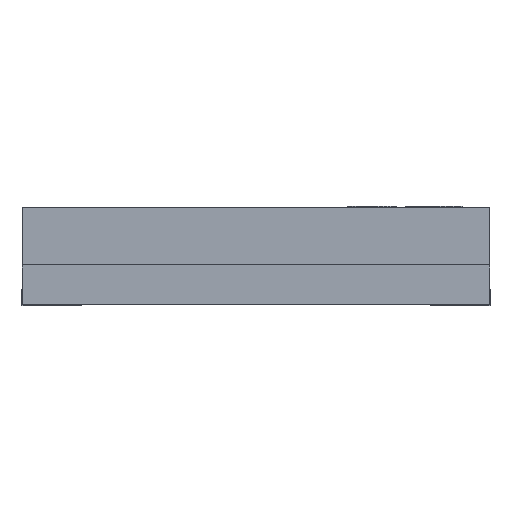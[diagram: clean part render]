
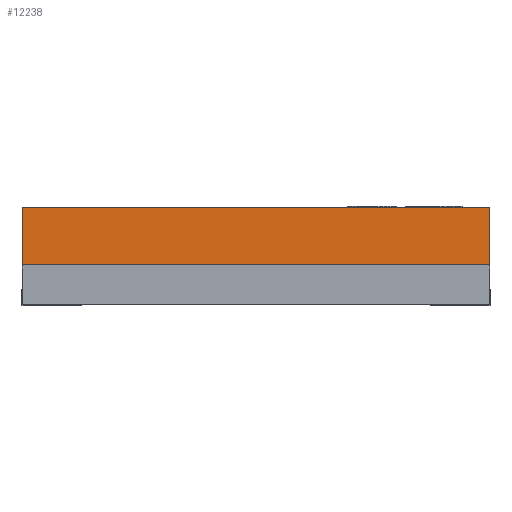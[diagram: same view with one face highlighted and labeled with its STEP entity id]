
A CAD part, front view. The second image highlights one B-rep face of the part: STEP entity #12238.
In plain terms, the highlighted planar face has unit normal (0, -1, 0).
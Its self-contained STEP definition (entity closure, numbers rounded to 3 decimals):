
#130 = CARTESIAN_POINT ( 'NONE',  ( -2.35, -2.6, 0.58 ) ) ;
#419 = DIRECTION ( 'NONE',  ( 1., 0., 0. ) ) ;
#450 = VECTOR ( 'NONE', #4641, 1000. ) ;
#1438 = LINE ( 'NONE', #11333, #17021 ) ;
#1722 = DIRECTION ( 'NONE',  ( 0., 1., 0. ) ) ;
#2391 = DIRECTION ( 'NONE',  ( 1., 0., 0. ) ) ;
#4091 = ORIENTED_EDGE ( 'NONE', *, *, #5328, .F. ) ;
#4641 = DIRECTION ( 'NONE',  ( 0., 0., -1. ) ) ;
#5243 = PLANE ( 'NONE',  #13083 ) ;
#5328 = EDGE_CURVE ( 'NONE', #16928, #11114, #7391, .T. ) ;
#5440 = CARTESIAN_POINT ( 'NONE',  ( -2.35, -2.6, 0. ) ) ;
#6028 = CARTESIAN_POINT ( 'NONE',  ( -2.35, -2.6, 0.58 ) ) ;
#6354 = FACE_OUTER_BOUND ( 'NONE', #8443, .T. ) ;
#7391 = LINE ( 'NONE', #15482, #450 ) ;
#7392 = CARTESIAN_POINT ( 'NONE',  ( -2.35, -2.6, 0.58 ) ) ;
#7579 = LINE ( 'NONE', #6028, #13057 ) ;
#8443 = EDGE_LOOP ( 'NONE', ( #13079, #4091, #10406, #11264 ) ) ;
#8761 = DIRECTION ( 'NONE',  ( 0., 0., -1. ) ) ;
#8764 = DIRECTION ( 'NONE',  ( 0., 0., 1. ) ) ;
#10406 = ORIENTED_EDGE ( 'NONE', *, *, #15049, .F. ) ;
#10672 = EDGE_CURVE ( 'NONE', #15471, #11114, #11926, .T. ) ;
#11114 = VERTEX_POINT ( 'NONE', #17968 ) ;
#11264 = ORIENTED_EDGE ( 'NONE', *, *, #11787, .T. ) ;
#11333 = CARTESIAN_POINT ( 'NONE',  ( -2.35, -2.6, 0.58 ) ) ;
#11787 = EDGE_CURVE ( 'NONE', #16177, #15471, #7579, .T. ) ;
#11926 = LINE ( 'NONE', #14970, #15170 ) ;
#12238 = ADVANCED_FACE ( 'NONE', ( #6354 ), #5243, .F. ) ;
#13057 = VECTOR ( 'NONE', #8761, 1000. ) ;
#13079 = ORIENTED_EDGE ( 'NONE', *, *, #10672, .T. ) ;
#13083 = AXIS2_PLACEMENT_3D ( 'NONE', #7392, #1722, #8764 ) ;
#14949 = CARTESIAN_POINT ( 'NONE',  ( 2.35, -2.6, 0.58 ) ) ;
#14970 = CARTESIAN_POINT ( 'NONE',  ( -2.35, -2.6, 0. ) ) ;
#15049 = EDGE_CURVE ( 'NONE', #16177, #16928, #1438, .T. ) ;
#15170 = VECTOR ( 'NONE', #2391, 1000. ) ;
#15471 = VERTEX_POINT ( 'NONE', #5440 ) ;
#15482 = CARTESIAN_POINT ( 'NONE',  ( 2.35, -2.6, 0.58 ) ) ;
#16177 = VERTEX_POINT ( 'NONE', #130 ) ;
#16928 = VERTEX_POINT ( 'NONE', #14949 ) ;
#17021 = VECTOR ( 'NONE', #419, 1000. ) ;
#17968 = CARTESIAN_POINT ( 'NONE',  ( 2.35, -2.6, 0. ) ) ;
